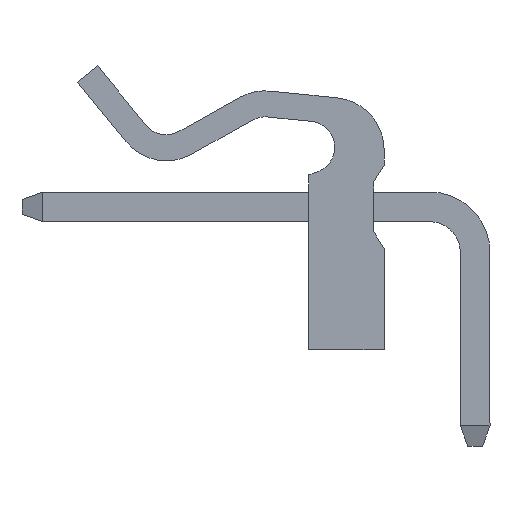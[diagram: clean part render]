
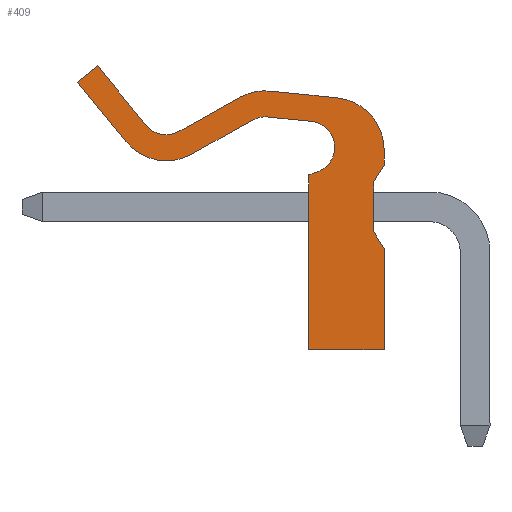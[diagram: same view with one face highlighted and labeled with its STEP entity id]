
A CAD part, left-side view. The second image highlights one B-rep face of the part: STEP entity #409.
In plain terms, the highlighted planar face has unit normal (-1, 0, 0).
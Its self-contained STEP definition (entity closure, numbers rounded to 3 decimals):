
#409=ADVANCED_FACE('',(#796),#798,.T.);
#796=FACE_BOUND('',#797,.T.);
#797=EDGE_LOOP('',(#1109,#1110,#1111,#1112,#1113,#1114,#1115,#1116,#1117,#1118,#1119,
#1120,#1121,#1122,#1123,#1124,#1125,#1126,#1127,#1128,#1129));
#798=PLANE('',#799);
#799=AXIS2_PLACEMENT_3D('',#800,#801,#802);
#800=CARTESIAN_POINT('',(-1.98,0.,0.));
#801=DIRECTION('',(-1.,0.,0.));
#802=DIRECTION('',(0.,0.,-1.));
#1109=ORIENTED_EDGE('',*,*,#1320,.T.);
#1110=ORIENTED_EDGE('',*,*,#1321,.T.);
#1111=ORIENTED_EDGE('',*,*,#1322,.T.);
#1112=ORIENTED_EDGE('',*,*,#1323,.T.);
#1113=ORIENTED_EDGE('',*,*,#1324,.T.);
#1114=ORIENTED_EDGE('',*,*,#1325,.T.);
#1115=ORIENTED_EDGE('',*,*,#1326,.T.);
#1116=ORIENTED_EDGE('',*,*,#1327,.T.);
#1117=ORIENTED_EDGE('',*,*,#1328,.T.);
#1118=ORIENTED_EDGE('',*,*,#1329,.T.);
#1119=ORIENTED_EDGE('',*,*,#1330,.T.);
#1120=ORIENTED_EDGE('',*,*,#1331,.T.);
#1121=ORIENTED_EDGE('',*,*,#1332,.T.);
#1122=ORIENTED_EDGE('',*,*,#1333,.T.);
#1123=ORIENTED_EDGE('',*,*,#1295,.T.);
#1124=ORIENTED_EDGE('',*,*,#1290,.T.);
#1125=ORIENTED_EDGE('',*,*,#1282,.T.);
#1126=ORIENTED_EDGE('',*,*,#1319,.T.);
#1127=ORIENTED_EDGE('',*,*,#1334,.T.);
#1128=ORIENTED_EDGE('',*,*,#1335,.T.);
#1129=ORIENTED_EDGE('',*,*,#1336,.T.);
#1282=EDGE_CURVE('',#1402,#1400,#1403,.T.);
#1290=EDGE_CURVE('',#1416,#1402,#1417,.T.);
#1295=EDGE_CURVE('',#1424,#1416,#1425,.T.);
#1319=EDGE_CURVE('',#1400,#1466,#1468,.T.);
#1320=EDGE_CURVE('',#1469,#1470,#1471,.T.);
#1321=EDGE_CURVE('',#1470,#1472,#1473,.T.);
#1322=EDGE_CURVE('',#1472,#1474,#1475,.T.);
#1323=EDGE_CURVE('',#1474,#1476,#1477,.T.);
#1324=EDGE_CURVE('',#1476,#1478,#1479,.T.);
#1325=EDGE_CURVE('',#1478,#1480,#1481,.T.);
#1326=EDGE_CURVE('',#1480,#1482,#1483,.T.);
#1327=EDGE_CURVE('',#1482,#1484,#1485,.T.);
#1328=EDGE_CURVE('',#1484,#1486,#1487,.T.);
#1329=EDGE_CURVE('',#1486,#1488,#1489,.T.);
#1330=EDGE_CURVE('',#1488,#1490,#1491,.T.);
#1331=EDGE_CURVE('',#1490,#1492,#1493,.T.);
#1332=EDGE_CURVE('',#1492,#1494,#1495,.T.);
#1333=EDGE_CURVE('',#1494,#1424,#1496,.T.);
#1334=EDGE_CURVE('',#1466,#1497,#1498,.T.);
#1335=EDGE_CURVE('',#1497,#1499,#1500,.T.);
#1336=EDGE_CURVE('',#1499,#1469,#1501,.T.);
#1400=VERTEX_POINT('',#1595);
#1402=VERTEX_POINT('',#1599);
#1403=LINE('',#1600,#1601);
#1416=VERTEX_POINT('',#1629);
#1417=LINE('',#1630,#1631);
#1424=VERTEX_POINT('',#1647);
#1425=LINE('',#1648,#1649);
#1466=VERTEX_POINT('',#1741);
#1468=LINE('',#1745,#1746);
#1469=VERTEX_POINT('',#1748);
#1470=VERTEX_POINT('',#1749);
#1471=CIRCLE('',#1750,2.);
#1472=VERTEX_POINT('',#1754);
#1473=LINE('',#1755,#1756);
#1474=VERTEX_POINT('',#1758);
#1475=CIRCLE('',#1759,2.);
#1476=VERTEX_POINT('',#1763);
#1477=LINE('',#1764,#1765);
#1478=VERTEX_POINT('',#1767);
#1479=CIRCLE('',#1768,1.);
#1480=VERTEX_POINT('',#1772);
#1481=LINE('',#1773,#1774);
#1482=VERTEX_POINT('',#1776);
#1483=LINE('',#1777,#1778);
#1484=VERTEX_POINT('',#1780);
#1485=LINE('',#1781,#1782);
#1486=VERTEX_POINT('',#1784);
#1487=CIRCLE('',#1785,2.);
#1488=VERTEX_POINT('',#1789);
#1489=LINE('',#1790,#1791);
#1490=VERTEX_POINT('',#1793);
#1491=CIRCLE('',#1794,1.);
#1492=VERTEX_POINT('',#1798);
#1493=LINE('',#1799,#1800);
#1494=VERTEX_POINT('',#1802);
#1495=CIRCLE('',#1803,1.);
#1496=LINE('',#1807,#1808);
#1497=VERTEX_POINT('',#1810);
#1498=LINE('',#1811,#1812);
#1499=VERTEX_POINT('',#1814);
#1500=LINE('',#1815,#1816);
#1501=LINE('',#1818,#1819);
#1595=CARTESIAN_POINT('',(-1.98,3.5,3.9));
#1599=CARTESIAN_POINT('',(-1.98,3.5,0.));
#1600=CARTESIAN_POINT('',(-1.98,3.5,0.));
#1601=VECTOR('',#1602,1.);
#1602=DIRECTION('',(0.,0.,1.));
#1629=CARTESIAN_POINT('',(-1.98,6.4,0.));
#1630=CARTESIAN_POINT('',(-1.98,6.4,0.));
#1631=VECTOR('',#1632,1.);
#1632=DIRECTION('',(0.,-1.,0.));
#1647=CARTESIAN_POINT('',(-1.98,6.4,6.727));
#1648=CARTESIAN_POINT('',(-1.98,6.4,6.727));
#1649=VECTOR('',#1650,1.);
#1650=DIRECTION('',(0.,0.,-1.));
#1741=CARTESIAN_POINT('',(-1.98,3.9,4.54));
#1745=CARTESIAN_POINT('',(-1.98,3.5,3.9));
#1746=VECTOR('',#1747,1.);
#1747=DIRECTION('',(0.,0.53,0.848));
#1748=CARTESIAN_POINT('',(-1.98,3.5,7.7));
#1749=CARTESIAN_POINT('',(-1.98,5.299,9.69));
#1750=AXIS2_PLACEMENT_3D('',#1751,#1752,#1753);
#1751=CARTESIAN_POINT('',(-1.98,5.5,7.7));
#1752=DIRECTION('',(-1.,-0.,-0.));
#1753=DIRECTION('',(0.,-1.,0.));
#1754=CARTESIAN_POINT('',(-1.98,7.871,9.95));
#1755=CARTESIAN_POINT('',(-1.98,5.299,9.69));
#1756=VECTOR('',#1757,1.);
#1757=DIRECTION('',(0.,0.995,0.101));
#1758=CARTESIAN_POINT('',(-1.98,9.049,9.705));
#1759=AXIS2_PLACEMENT_3D('',#1760,#1761,#1762);
#1760=CARTESIAN_POINT('',(-1.98,8.072,7.96));
#1761=DIRECTION('',(-1.,-0.,-0.));
#1762=DIRECTION('',(0.,-0.101,0.995));
#1763=CARTESIAN_POINT('',(-1.98,11.386,8.397));
#1764=CARTESIAN_POINT('',(-1.98,9.049,9.705));
#1765=VECTOR('',#1766,1.);
#1766=DIRECTION('',(0.,0.873,-0.488));
#1767=CARTESIAN_POINT('',(-1.98,12.649,8.638));
#1768=AXIS2_PLACEMENT_3D('',#1769,#1770,#1771);
#1769=CARTESIAN_POINT('',(-1.98,11.874,9.27));
#1770=DIRECTION('',(1.,0.,0.));
#1771=DIRECTION('',(0.,-0.488,-0.873));
#1772=CARTESIAN_POINT('',(-1.98,14.515,10.922));
#1773=CARTESIAN_POINT('',(-1.98,12.649,8.638));
#1774=VECTOR('',#1775,1.);
#1775=DIRECTION('',(0.,0.632,0.775));
#1776=CARTESIAN_POINT('',(-1.98,15.289,10.29));
#1777=CARTESIAN_POINT('',(-1.98,14.515,10.922));
#1778=VECTOR('',#1779,1.);
#1779=DIRECTION('',(0.,0.775,-0.632));
#1780=CARTESIAN_POINT('',(-1.98,13.424,8.005));
#1781=CARTESIAN_POINT('',(-1.98,15.289,10.29));
#1782=VECTOR('',#1783,1.);
#1783=DIRECTION('',(0.,-0.632,-0.775));
#1784=CARTESIAN_POINT('',(-1.98,10.898,7.525));
#1785=AXIS2_PLACEMENT_3D('',#1786,#1787,#1788);
#1786=CARTESIAN_POINT('',(-1.98,11.874,9.27));
#1787=DIRECTION('',(-1.,-0.,-0.));
#1788=DIRECTION('',(0.,0.775,-0.632));
#1789=CARTESIAN_POINT('',(-1.98,8.561,8.833));
#1790=CARTESIAN_POINT('',(-1.98,10.898,7.525));
#1791=VECTOR('',#1792,1.);
#1792=DIRECTION('',(0.,-0.873,0.488));
#1793=CARTESIAN_POINT('',(-1.98,7.972,8.955));
#1794=AXIS2_PLACEMENT_3D('',#1795,#1796,#1797);
#1795=CARTESIAN_POINT('',(-1.98,8.072,7.96));
#1796=DIRECTION('',(1.,0.,0.));
#1797=DIRECTION('',(0.,0.488,0.873));
#1798=CARTESIAN_POINT('',(-1.98,6.299,8.786));
#1799=CARTESIAN_POINT('',(-1.98,7.972,8.955));
#1800=VECTOR('',#1801,1.);
#1801=DIRECTION('',(0.,-0.995,-0.101));
#1802=CARTESIAN_POINT('',(-1.98,6.058,6.851));
#1803=AXIS2_PLACEMENT_3D('',#1804,#1805,#1806);
#1804=CARTESIAN_POINT('',(-1.98,6.4,7.791));
#1805=DIRECTION('',(1.,0.,0.));
#1806=DIRECTION('',(0.,-0.101,0.995));
#1807=CARTESIAN_POINT('',(-1.98,6.058,6.851));
#1808=VECTOR('',#1809,1.);
#1809=DIRECTION('',(0.,0.94,-0.342));
#1810=CARTESIAN_POINT('',(-1.98,3.9,6.46));
#1811=CARTESIAN_POINT('',(-1.98,3.9,4.54));
#1812=VECTOR('',#1813,1.);
#1813=DIRECTION('',(0.,0.,1.));
#1814=CARTESIAN_POINT('',(-1.98,3.5,7.1));
#1815=CARTESIAN_POINT('',(-1.98,3.9,6.46));
#1816=VECTOR('',#1817,1.);
#1817=DIRECTION('',(0.,-0.53,0.848));
#1818=CARTESIAN_POINT('',(-1.98,3.5,7.1));
#1819=VECTOR('',#1820,1.);
#1820=DIRECTION('',(0.,0.,1.));
